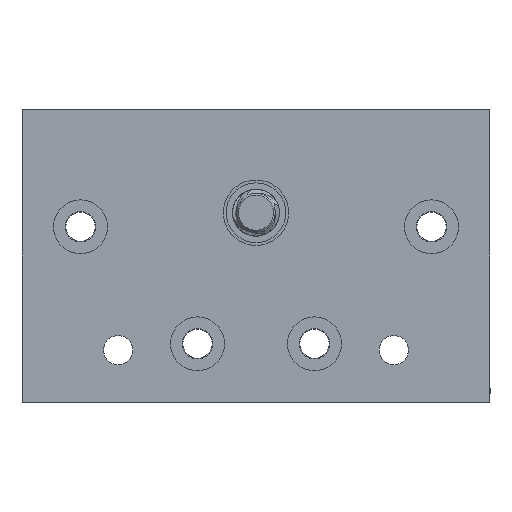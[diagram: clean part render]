
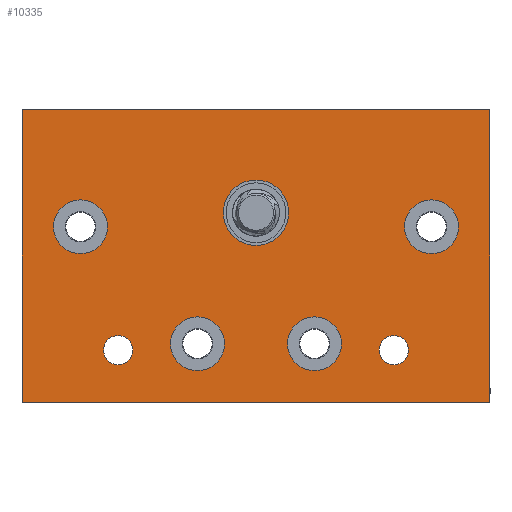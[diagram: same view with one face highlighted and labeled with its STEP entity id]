
A CAD part, front view. The second image highlights one B-rep face of the part: STEP entity #10335.
In plain terms, the highlighted face is planar.
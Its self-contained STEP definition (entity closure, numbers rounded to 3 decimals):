
#501=FACE_BOUND('',#1703,.T.);
#502=FACE_BOUND('',#1704,.T.);
#503=FACE_BOUND('',#1705,.T.);
#504=FACE_BOUND('',#1706,.T.);
#505=FACE_BOUND('',#1707,.T.);
#506=FACE_BOUND('',#1708,.T.);
#507=FACE_BOUND('',#1709,.T.);
#545=CIRCLE('',#11001,4.6);
#548=CIRCLE('',#11006,4.6);
#551=CIRCLE('',#11011,4.6);
#554=CIRCLE('',#11016,4.6);
#557=CIRCLE('',#11021,5.59);
#563=CIRCLE('',#11032,2.5);
#565=CIRCLE('',#11035,2.5);
#1133=FACE_OUTER_BOUND('',#1702,.T.);
#1702=EDGE_LOOP('',(#8447,#8448,#8449,#8450));
#1703=EDGE_LOOP('',(#8451));
#1704=EDGE_LOOP('',(#8452));
#1705=EDGE_LOOP('',(#8453));
#1706=EDGE_LOOP('',(#8454));
#1707=EDGE_LOOP('',(#8455));
#1708=EDGE_LOOP('',(#8456));
#1709=EDGE_LOOP('',(#8457));
#2784=LINE('',#15398,#3846);
#2787=LINE('',#15404,#3849);
#2790=LINE('',#15410,#3852);
#2793=LINE('',#15414,#3855);
#3846=VECTOR('',#12867,10.);
#3849=VECTOR('',#12872,10.);
#3852=VECTOR('',#12877,10.);
#3855=VECTOR('',#12882,10.);
#4637=VERTEX_POINT('',#15324);
#4640=VERTEX_POINT('',#15333);
#4643=VERTEX_POINT('',#15342);
#4646=VERTEX_POINT('',#15351);
#4649=VERTEX_POINT('',#15360);
#4655=VERTEX_POINT('',#15382);
#4657=VERTEX_POINT('',#15388);
#4660=VERTEX_POINT('',#15395);
#4661=VERTEX_POINT('',#15397);
#4663=VERTEX_POINT('',#15403);
#4665=VERTEX_POINT('',#15409);
#5957=EDGE_CURVE('',#4637,#4637,#545,.T.);
#5961=EDGE_CURVE('',#4640,#4640,#548,.T.);
#5965=EDGE_CURVE('',#4643,#4643,#551,.T.);
#5969=EDGE_CURVE('',#4646,#4646,#554,.T.);
#5974=EDGE_CURVE('',#4649,#4649,#557,.T.);
#5985=EDGE_CURVE('',#4655,#4655,#563,.T.);
#5988=EDGE_CURVE('',#4657,#4657,#565,.T.);
#5991=EDGE_CURVE('',#4661,#4660,#2784,.T.);
#5994=EDGE_CURVE('',#4663,#4661,#2787,.T.);
#5997=EDGE_CURVE('',#4665,#4663,#2790,.T.);
#6000=EDGE_CURVE('',#4660,#4665,#2793,.T.);
#8447=ORIENTED_EDGE('',*,*,#6000,.T.);
#8448=ORIENTED_EDGE('',*,*,#5997,.T.);
#8449=ORIENTED_EDGE('',*,*,#5994,.T.);
#8450=ORIENTED_EDGE('',*,*,#5991,.T.);
#8451=ORIENTED_EDGE('',*,*,#5957,.T.);
#8452=ORIENTED_EDGE('',*,*,#5961,.T.);
#8453=ORIENTED_EDGE('',*,*,#5965,.T.);
#8454=ORIENTED_EDGE('',*,*,#5969,.T.);
#8455=ORIENTED_EDGE('',*,*,#5974,.T.);
#8456=ORIENTED_EDGE('',*,*,#5985,.T.);
#8457=ORIENTED_EDGE('',*,*,#5988,.T.);
#10012=PLANE('',#11041);
#10335=ADVANCED_FACE('',(#1133,#501,#502,#503,#504,#505,#506,#507),#10012,
 .T.);
#11001=AXIS2_PLACEMENT_3D('',#15325,#12782,#12783);
#11006=AXIS2_PLACEMENT_3D('',#15334,#12793,#12794);
#11011=AXIS2_PLACEMENT_3D('',#15343,#12804,#12805);
#11016=AXIS2_PLACEMENT_3D('',#15352,#12815,#12816);
#11021=AXIS2_PLACEMENT_3D('',#15362,#12827,#12828);
#11032=AXIS2_PLACEMENT_3D('',#15384,#12854,#12855);
#11035=AXIS2_PLACEMENT_3D('',#15390,#12861,#12862);
#11041=AXIS2_PLACEMENT_3D('',#15416,#12885,#12886);
#12782=DIRECTION('center_axis',(0.,-1.,0.));
#12783=DIRECTION('ref_axis',(-1.,0.,0.));
#12793=DIRECTION('center_axis',(0.,-1.,0.));
#12794=DIRECTION('ref_axis',(-1.,0.,0.));
#12804=DIRECTION('center_axis',(0.,-1.,0.));
#12805=DIRECTION('ref_axis',(-1.,0.,0.));
#12815=DIRECTION('center_axis',(0.,-1.,0.));
#12816=DIRECTION('ref_axis',(-1.,0.,0.));
#12827=DIRECTION('center_axis',(0.,-1.,0.));
#12828=DIRECTION('ref_axis',(1.,0.,0.));
#12854=DIRECTION('center_axis',(0.,-1.,0.));
#12855=DIRECTION('ref_axis',(1.,0.,0.));
#12861=DIRECTION('center_axis',(0.,-1.,0.));
#12862=DIRECTION('ref_axis',(1.,0.,0.));
#12867=DIRECTION('',(0.,0.,-1.));
#12872=DIRECTION('',(1.,0.,0.));
#12877=DIRECTION('',(0.,0.,1.));
#12882=DIRECTION('',(-1.,0.,0.));
#12885=DIRECTION('center_axis',(0.,1.,0.));
#12886=DIRECTION('ref_axis',(0.,0.,1.));
#15324=CARTESIAN_POINT('',(34.6,12.,-5.));
#15325=CARTESIAN_POINT('Origin',(30.,12.,-5.));
#15333=CARTESIAN_POINT('',(-5.4,12.,15.));
#15334=CARTESIAN_POINT('Origin',(-10.,12.,15.));
#15342=CARTESIAN_POINT('',(-25.4,12.,-5.));
#15343=CARTESIAN_POINT('Origin',(-30.,12.,-5.));
#15351=CARTESIAN_POINT('',(14.6,12.,15.));
#15352=CARTESIAN_POINT('Origin',(10.,12.,15.));
#15360=CARTESIAN_POINT('',(-5.59,12.,-7.4));
#15362=CARTESIAN_POINT('Origin',(0.,12.,-7.4));
#15382=CARTESIAN_POINT('',(21.07,12.,16.1));
#15384=CARTESIAN_POINT('Origin',(23.57,12.,16.1));
#15388=CARTESIAN_POINT('',(-26.07,12.,16.1));
#15390=CARTESIAN_POINT('Origin',(-23.57,12.,16.1));
#15395=CARTESIAN_POINT('',(40.,12.,-25.));
#15397=CARTESIAN_POINT('',(40.,12.,25.));
#15398=CARTESIAN_POINT('',(40.,12.,-25.));
#15403=CARTESIAN_POINT('',(-40.,12.,25.));
#15404=CARTESIAN_POINT('',(40.,12.,25.));
#15409=CARTESIAN_POINT('',(-40.,12.,-25.));
#15410=CARTESIAN_POINT('',(-40.,12.,25.));
#15414=CARTESIAN_POINT('',(-40.,12.,-25.));
#15416=CARTESIAN_POINT('Origin',(0.,12.,0.));
